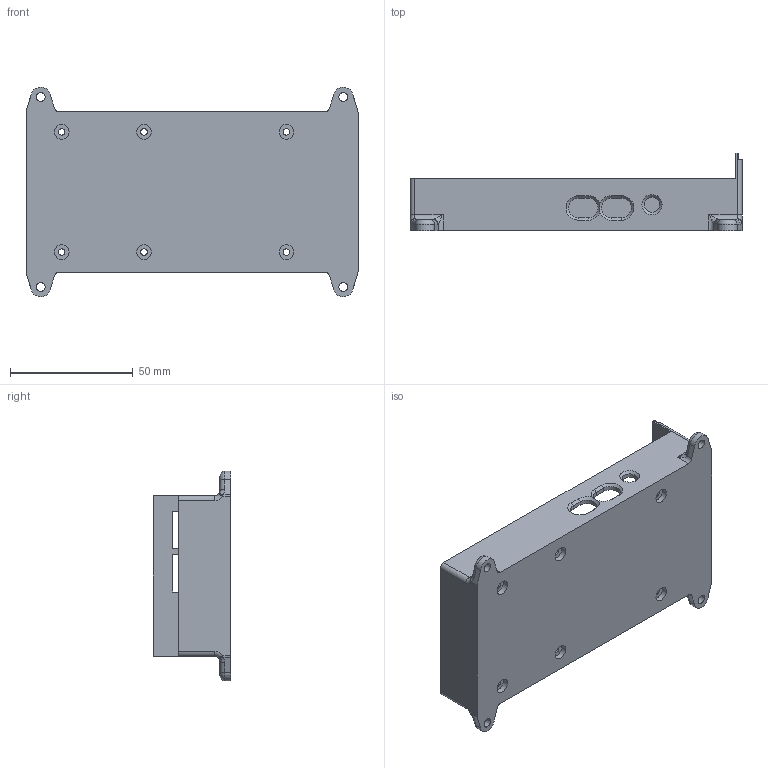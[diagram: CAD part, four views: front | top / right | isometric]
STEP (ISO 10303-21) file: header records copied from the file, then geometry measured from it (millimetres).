
FILE_DESCRIPTION(/* description */ (''),/* implementation_level */ '2;1');
FILE_NAME(/* name */ 'VMX_RPI4_Bottom.stp',/* time_stamp */ '2019-08-08T16:06:15-04:00',/* author */ ('James Taylor'),/* organization */ (''),/* preprocessor_version */ 'ST-DEVELOPER v16.13',/* originating_system */ 'Autodesk Inventor 2018',/* authorisation */ '');
FILE_SCHEMA (('AUTOMOTIVE_DESIGN { 1 0 10303 214 3 1 1 }'));
Length unit declared in the file: millimetre
Products named in the file (1): PiBase
Bounding box: 135.29 x 31.6 x 85.43 mm (x, y, z)
Volume: 35884.5 mm3; surface area: 35684.2 mm2
Topology: 1 solids, 1 shells, 241 faces, 584 edges, 346 vertices
Faces by surface type: cylinder 95, plane 93, sphere 20, bspline 16, torus 10, cone 7
Full cylindrical faces by diameter (mm): 2.7 x6, 3.7 x4, 6 x6, 6.2 x1
Entity records: 7284 total; most frequent: CARTESIAN_POINT 1569, DIRECTION 1239, ORIENTED_EDGE 1122, EDGE_CURVE 561, AXIS2_PLACEMENT_3D 463, VERTEX_POINT 345, LINE 313, VECTOR 313
